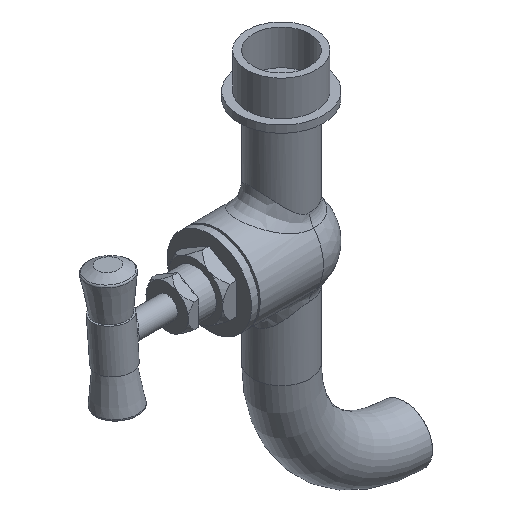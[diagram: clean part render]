
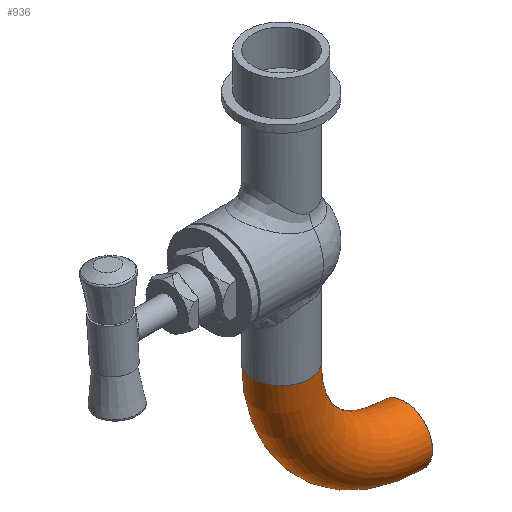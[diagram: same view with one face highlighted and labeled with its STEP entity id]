
A CAD part, isometric view. The second image highlights one B-rep face of the part: STEP entity #936.
In plain terms, the highlighted toroidal (fillet/blend) face has major radius 35 mm and minor radius 8 mm.
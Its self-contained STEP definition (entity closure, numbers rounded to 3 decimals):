
#560=CARTESIAN_POINT('',(-8.0,0.,-65.0));
#561=VERTEX_POINT('',#560);
#689=CARTESIAN_POINT('',(8.0,0.,-65.0));
#690=VERTEX_POINT('',#689);
#691=CARTESIAN_POINT('',(0.0,0.0,-65.0));
#692=DIRECTION('',(0.0,0.0,-1.0));
#693=DIRECTION('',(-1.0,0.0,0.0));
#694=AXIS2_PLACEMENT_3D('',#691,#692,#693);
#695=CIRCLE('',#694,8.0);
#696=EDGE_CURVE('',#690,#561,#695,.T.);
#698=CARTESIAN_POINT('',(0.0,0.0,-65.0));
#699=DIRECTION('',(0.0,0.0,-1.0));
#700=DIRECTION('',(-1.0,0.0,0.0));
#701=AXIS2_PLACEMENT_3D('',#698,#699,#700);
#702=CIRCLE('',#701,8.0);
#703=EDGE_CURVE('',#561,#690,#702,.T.);
#901=CARTESIAN_POINT('',(35.0,0.0,-65.0));
#902=DIRECTION('',(0.0,-1.0,0.0));
#903=DIRECTION('',(0.0,0.0,-1.0));
#904=AXIS2_PLACEMENT_3D('',#901,#902,#903);
#905=TOROIDAL_SURFACE('',#904,35.0,8.0);
#906=CARTESIAN_POINT('',(35.0,-0.002,-92.));
#907=VERTEX_POINT('',#906);
#908=CARTESIAN_POINT('',(35.0,0.,-65.0));
#909=DIRECTION('',(-0.0,1.0,-0.0));
#910=DIRECTION('',(0.0,0.0,-1.0));
#911=AXIS2_PLACEMENT_3D('',#908,#909,#910);
#912=CIRCLE('',#911,27.0);
#913=EDGE_CURVE('',#907,#690,#912,.T.);
#914=ORIENTED_EDGE('',*,*,#913,.T.);
#915=ORIENTED_EDGE('',*,*,#696,.T.);
#916=ORIENTED_EDGE('',*,*,#703,.T.);
#917=ORIENTED_EDGE('',*,*,#913,.F.);
#918=CARTESIAN_POINT('',(35.0,0.0,-108.0));
#919=VERTEX_POINT('',#918);
#920=CARTESIAN_POINT('',(35.0,0.0,-100.0));
#921=DIRECTION('',(1.0,0.0,0.0));
#922=DIRECTION('',(0.0,0.0,-1.0));
#923=AXIS2_PLACEMENT_3D('',#920,#921,#922);
#924=CIRCLE('',#923,8.0);
#925=EDGE_CURVE('',#919,#907,#924,.T.);
#926=ORIENTED_EDGE('',*,*,#925,.F.);
#927=CARTESIAN_POINT('',(35.0,0.0,-100.0));
#928=DIRECTION('',(1.0,0.0,0.0));
#929=DIRECTION('',(0.0,0.,1.));
#930=AXIS2_PLACEMENT_3D('',#927,#928,#929);
#931=CIRCLE('',#930,8.0);
#932=EDGE_CURVE('',#907,#919,#931,.T.);
#933=ORIENTED_EDGE('',*,*,#932,.F.);
#934=EDGE_LOOP('',(#914,#915,#916,#917,#926,#933));
#935=FACE_BOUND('',#934,.T.);
#936=ADVANCED_FACE('',(#935),#905,.T.);
